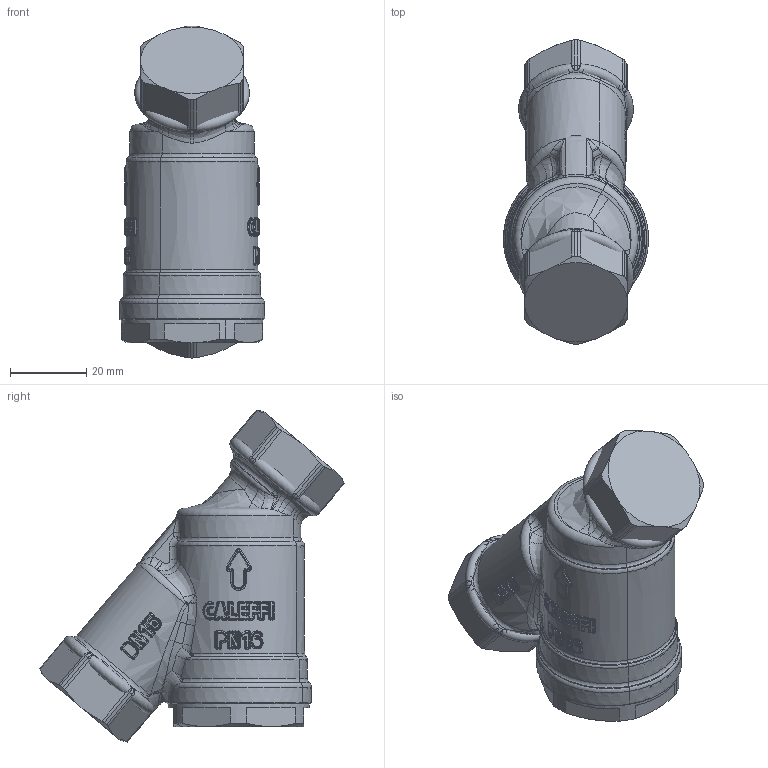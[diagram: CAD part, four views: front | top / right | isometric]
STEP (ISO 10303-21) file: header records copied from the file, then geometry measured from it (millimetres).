
FILE_DESCRIPTION((''),'2;1');
FILE_NAME('_DA_CONVERTIRE0002_SW0001','2017-02-03T',('mparodi'),(''),'CREO PARAMETRIC BY PTC INC, 2014500','CREO PARAMETRIC BY PTC INC, 2014500','');
FILE_SCHEMA(('CONFIG_CONTROL_DESIGN'));
Products named in the file (1): _DA_CONVERTIRE0002_SW0001
Bounding box: 38 x 79.72 x 86.9 mm (x, y, z)
Surface area: 35525.2 mm2 (no closed solid volume)
Topology: 0 solids, 0 shells, 1993 faces, 8834 edges, 8584 vertices
Faces by surface type: bspline 1758, sphere 195, torus 40
Entity records: 178260 total; most frequent: CARTESIAN_POINT 108677, DIRECTION 8951, DEFINITIONAL_REPRESENTATION 8558, PCURVE 8558, COMPOSITE_CURVE_SEGMENT 8558, TRIMMED_CURVE 7717, VECTOR 6953, LINE 6953
